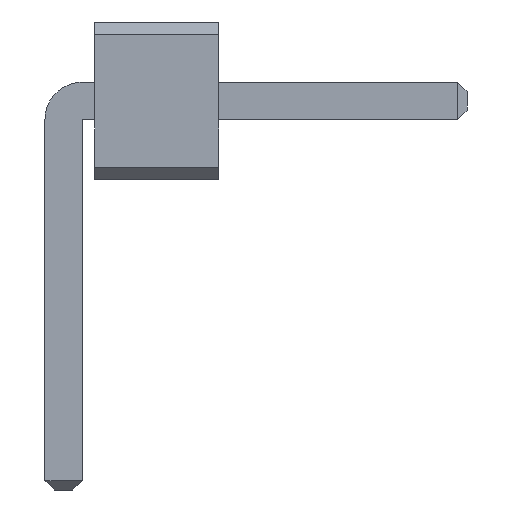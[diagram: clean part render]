
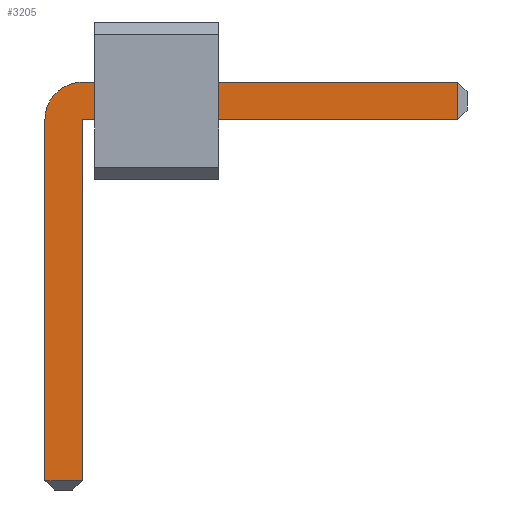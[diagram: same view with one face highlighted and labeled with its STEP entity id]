
A CAD part, front view. The second image highlights one B-rep face of the part: STEP entity #3205.
In plain terms, the highlighted planar face has unit normal (0, -1, 0).
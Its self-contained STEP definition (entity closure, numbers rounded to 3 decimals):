
#13=DIRECTION('',(0.,0.,1.));
#1423=VECTOR('',#13,1.);
#2976=DIRECTION('',(0.,0.,-1.));
#3008=VECTOR('',#3009,1.);
#3009=DIRECTION('',(1.,0.,0.));
#3015=VECTOR('',#2976,1.);
#3022=VECTOR('',#3023,1.);
#3023=DIRECTION('',(-1.,0.,0.));
#3044=DIRECTION('',(-0.,1.,0.));
#3048=DIRECTION('',(0.,1.,0.));
#3049=DIRECTION('',(0.,0.,1.));
#3056=VERTEX_POINT('',#3057);
#3057=CARTESIAN_POINT('',(0.15,-23.15,0.785));
#3059=ORIENTED_EDGE('',*,*,#3060,.T.);
#3060=EDGE_CURVE('',#3056,#3061,#3063,.T.);
#3061=VERTEX_POINT('',#3062);
#3062=CARTESIAN_POINT('',(3.175,-23.15,0.785));
#3063=LINE('',#3064,#3008);
#3064=CARTESIAN_POINT('',(-0.15,-23.15,0.785));
#3101=EDGE_CURVE('',#3102,#3056,#3104,.T.);
#3102=VERTEX_POINT('',#3103);
#3103=CARTESIAN_POINT('',(-0.15,-23.15,0.485));
#3104=CIRCLE('',#3105,0.3);
#3105=AXIS2_PLACEMENT_3D('',#3106,#3044,#2976);
#3106=CARTESIAN_POINT('',(0.15,-23.15,0.485));
#3118=VERTEX_POINT('',#3119);
#3119=CARTESIAN_POINT('',(3.175,-23.15,0.485));
#3121=ORIENTED_EDGE('',*,*,#3122,.T.);
#3122=EDGE_CURVE('',#3118,#3123,#3124,.T.);
#3123=VERTEX_POINT('',#3106);
#3124=LINE('',#3125,#3022);
#3125=CARTESIAN_POINT('',(3.25,-23.15,0.485));
#3137=VERTEX_POINT('',#3138);
#3138=CARTESIAN_POINT('',(-0.15,-23.15,-2.425));
#3140=ORIENTED_EDGE('',*,*,#3141,.T.);
#3141=EDGE_CURVE('',#3137,#3102,#3142,.T.);
#3142=LINE('',#3143,#1423);
#3143=CARTESIAN_POINT('',(-0.15,-23.15,-2.5));
#3151=ORIENTED_EDGE('',*,*,#3152,.T.);
#3152=EDGE_CURVE('',#3123,#3153,#3155,.T.);
#3153=VERTEX_POINT('',#3154);
#3154=CARTESIAN_POINT('',(0.15,-23.15,-2.425));
#3155=LINE('',#3106,#3015);
#3205=ADVANCED_FACE('',(#3206),#3215,.F.);
#3206=FACE_BOUND('',#3207,.F.);
#3207=EDGE_LOOP('',(#3059,#3208,#3121,#3151,#3211,#3140,#3214));
#3208=ORIENTED_EDGE('',*,*,#3209,.T.);
#3209=EDGE_CURVE('',#3061,#3118,#3210,.T.);
#3210=LINE('',#3062,#3015);
#3211=ORIENTED_EDGE('',*,*,#3212,.T.);
#3212=EDGE_CURVE('',#3153,#3137,#3213,.T.);
#3213=LINE('',#3154,#3022);
#3214=ORIENTED_EDGE('',*,*,#3101,.T.);
#3215=PLANE('',#3216);
#3216=AXIS2_PLACEMENT_3D('',#3217,#3048,#3049);
#3217=CARTESIAN_POINT('',(0.858,-23.15,-0.165));
